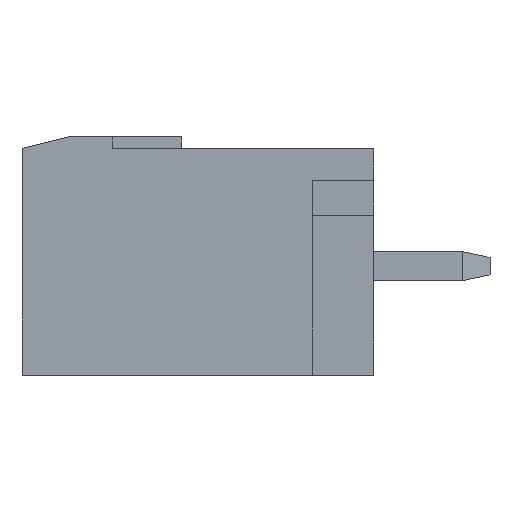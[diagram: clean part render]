
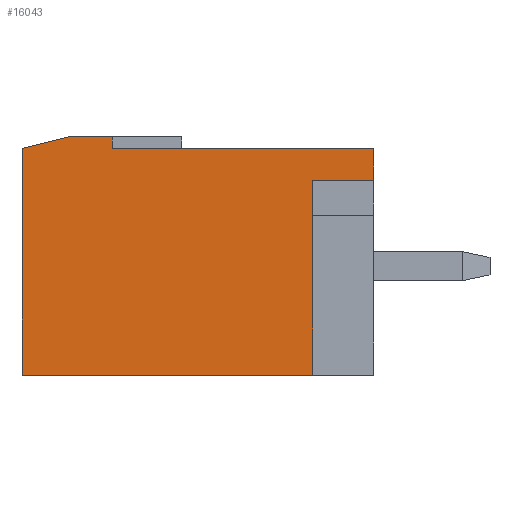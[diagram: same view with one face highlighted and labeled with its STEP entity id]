
A CAD part, left-side view. The second image highlights one B-rep face of the part: STEP entity #16043.
In plain terms, the highlighted planar face has unit normal (-1, 0, 0).
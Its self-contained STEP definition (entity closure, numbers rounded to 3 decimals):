
#833 = CARTESIAN_POINT ( 'NONE',  ( 0., 2.1, 0. ) ) ;
#948 = CARTESIAN_POINT ( 'NONE',  ( 0., 12.1, 8.2 ) ) ;
#1181 = VECTOR ( 'NONE', #9595, 1000. ) ;
#1249 = CARTESIAN_POINT ( 'NONE',  ( 0., 12.1, 8.2 ) ) ;
#1287 = EDGE_CURVE ( 'NONE', #7791, #9210, #21915, .T. ) ;
#1658 = CARTESIAN_POINT ( 'NONE',  ( 0., 2.1, 6.7 ) ) ;
#1791 = ORIENTED_EDGE ( 'NONE', *, *, #24006, .T. ) ;
#2020 = CARTESIAN_POINT ( 'NONE',  ( 0., 9., 7.8 ) ) ;
#2050 = CARTESIAN_POINT ( 'NONE',  ( 0., 0., 6.7 ) ) ;
#2216 = VERTEX_POINT ( 'NONE', #5219 ) ;
#2851 = ORIENTED_EDGE ( 'NONE', *, *, #1287, .T. ) ;
#3132 = ORIENTED_EDGE ( 'NONE', *, *, #15016, .T. ) ;
#3140 = CARTESIAN_POINT ( 'NONE',  ( 0., 10.5, 8.2 ) ) ;
#4030 = VECTOR ( 'NONE', #5921, 1000. ) ;
#4048 = ORIENTED_EDGE ( 'NONE', *, *, #25732, .F. ) ;
#4201 = CARTESIAN_POINT ( 'NONE',  ( 0., 12.1, 0. ) ) ;
#4352 = VECTOR ( 'NONE', #21989, 1000. ) ;
#5219 = CARTESIAN_POINT ( 'NONE',  ( 0., 9., 7.8 ) ) ;
#5376 = CARTESIAN_POINT ( 'NONE',  ( 0., 12.1, 7.8 ) ) ;
#5877 = CARTESIAN_POINT ( 'NONE',  ( 0., 12.1, 8.2 ) ) ;
#5921 = DIRECTION ( 'NONE',  ( 0., 1., 0. ) ) ;
#6275 = CARTESIAN_POINT ( 'NONE',  ( 0., 9., 8.2 ) ) ;
#7375 = CARTESIAN_POINT ( 'NONE',  ( 0., 0., 8.2 ) ) ;
#7541 = LINE ( 'NONE', #1249, #1181 ) ;
#7673 = VECTOR ( 'NONE', #22674, 1000. ) ;
#7791 = VERTEX_POINT ( 'NONE', #3140 ) ;
#8292 = DIRECTION ( 'NONE',  ( 1., 0., 0. ) ) ;
#8400 = CARTESIAN_POINT ( 'NONE',  ( 0., 2.1, 6.7 ) ) ;
#8768 = DIRECTION ( 'NONE',  ( 0., -1., 0. ) ) ;
#8958 = VECTOR ( 'NONE', #17246, 1000. ) ;
#9210 = VERTEX_POINT ( 'NONE', #5376 ) ;
#9595 = DIRECTION ( 'NONE',  ( 0., -1., 0. ) ) ;
#10262 = EDGE_CURVE ( 'NONE', #25794, #24619, #23968, .T. ) ;
#12528 = VECTOR ( 'NONE', #18007, 1000. ) ;
#12675 = CARTESIAN_POINT ( 'NONE',  ( 0., 12.1, 0. ) ) ;
#12805 = ORIENTED_EDGE ( 'NONE', *, *, #28217, .F. ) ;
#13246 = VERTEX_POINT ( 'NONE', #27301 ) ;
#14712 = DIRECTION ( 'NONE',  ( 0., 0., -1. ) ) ;
#14713 = VERTEX_POINT ( 'NONE', #14826 ) ;
#14826 = CARTESIAN_POINT ( 'NONE',  ( 0., 0., 7.8 ) ) ;
#15016 = EDGE_CURVE ( 'NONE', #19243, #22968, #21917, .T. ) ;
#15302 = VECTOR ( 'NONE', #8768, 1000. ) ;
#16043 = ADVANCED_FACE ( 'NONE', ( #23313 ), #28021, .F. ) ;
#17246 = DIRECTION ( 'NONE',  ( 0., 0., 1. ) ) ;
#18007 = DIRECTION ( 'NONE',  ( 0., 0.97, -0.243 ) ) ;
#18721 = VECTOR ( 'NONE', #20228, 1000. ) ;
#19243 = VERTEX_POINT ( 'NONE', #1658 ) ;
#20228 = DIRECTION ( 'NONE',  ( 0., 0., 1. ) ) ;
#20364 = EDGE_LOOP ( 'NONE', ( #2851, #12805, #27213, #1791, #3132, #21684, #23871, #26417, #4048 ) ) ;
#20672 = LINE ( 'NONE', #948, #18721 ) ;
#21684 = ORIENTED_EDGE ( 'NONE', *, *, #28375, .T. ) ;
#21908 = CARTESIAN_POINT ( 'NONE',  ( 0., 0., 6.7 ) ) ;
#21915 = LINE ( 'NONE', #27181, #12528 ) ;
#21917 = LINE ( 'NONE', #2050, #15302 ) ;
#21989 = DIRECTION ( 'NONE',  ( 0., 0., 1. ) ) ;
#22674 = DIRECTION ( 'NONE',  ( 0., 0., 1. ) ) ;
#22968 = VERTEX_POINT ( 'NONE', #21908 ) ;
#23313 = FACE_OUTER_BOUND ( 'NONE', #20364, .T. ) ;
#23674 = DIRECTION ( 'NONE',  ( 0., -1., 0. ) ) ;
#23724 = VECTOR ( 'NONE', #23674, 1000. ) ;
#23871 = ORIENTED_EDGE ( 'NONE', *, *, #27429, .T. ) ;
#23968 = LINE ( 'NONE', #4201, #23724 ) ;
#24006 = EDGE_CURVE ( 'NONE', #24619, #19243, #27973, .T. ) ;
#24021 = EDGE_CURVE ( 'NONE', #2216, #13246, #25997, .T. ) ;
#24619 = VERTEX_POINT ( 'NONE', #833 ) ;
#25732 = EDGE_CURVE ( 'NONE', #7791, #13246, #7541, .T. ) ;
#25794 = VERTEX_POINT ( 'NONE', #12675 ) ;
#25997 = LINE ( 'NONE', #6275, #4352 ) ;
#26417 = ORIENTED_EDGE ( 'NONE', *, *, #24021, .T. ) ;
#26971 = LINE ( 'NONE', #7375, #7673 ) ;
#27181 = CARTESIAN_POINT ( 'NONE',  ( 0., 12.1, 7.8 ) ) ;
#27213 = ORIENTED_EDGE ( 'NONE', *, *, #10262, .T. ) ;
#27301 = CARTESIAN_POINT ( 'NONE',  ( 0., 9., 8.2 ) ) ;
#27429 = EDGE_CURVE ( 'NONE', #14713, #2216, #27624, .T. ) ;
#27602 = AXIS2_PLACEMENT_3D ( 'NONE', #5877, #8292, #14712 ) ;
#27624 = LINE ( 'NONE', #2020, #4030 ) ;
#27973 = LINE ( 'NONE', #8400, #8958 ) ;
#28021 = PLANE ( 'NONE',  #27602 ) ;
#28217 = EDGE_CURVE ( 'NONE', #25794, #9210, #20672, .T. ) ;
#28375 = EDGE_CURVE ( 'NONE', #22968, #14713, #26971, .T. ) ;
